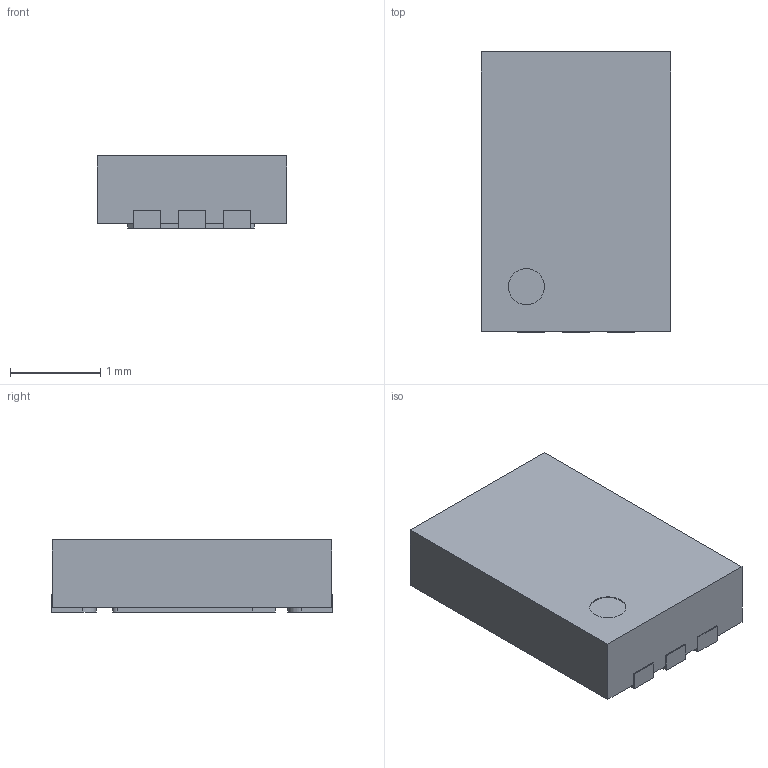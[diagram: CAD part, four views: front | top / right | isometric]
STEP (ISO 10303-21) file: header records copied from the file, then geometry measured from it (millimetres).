
FILE_DESCRIPTION(('FreeCAD Model'),'2;1');
FILE_NAME( 'DFN_6-2x3.step', '2016-08-08T18:04:32',('Author'),(''), 'Open CASCADE STEP processor 6.8','FreeCAD','Unknown');
FILE_SCHEMA(('AUTOMOTIVE_DESIGN_CC2 { 1 2 10303 214 -1 1 5 4 }'));
Length unit declared in the file: millimetre
Products named in the file (2): ASSEMBLY; DFN_6-2x3
Assembly tree (1 placements, depth 2):
  ASSEMBLY
    DFN_6-2x3
Bounding box: 2.1 x 3.12 x 0.8 mm (x, y, z)
Volume: 5.1 mm3; surface area: 21.6 mm2
Topology: 1 solids, 1 shells, 54 faces, 150 edges, 100 vertices
Faces by surface type: plane 43, cylinder 11
Entity records: 4835 total; most frequent: CARTESIAN_POINT 1464, DIRECTION 540, LINE 373, VECTOR 373, ORIENTED_EDGE 300, PCURVE 300, DEFINITIONAL_REPRESENTATION 300, EDGE_CURVE 150
